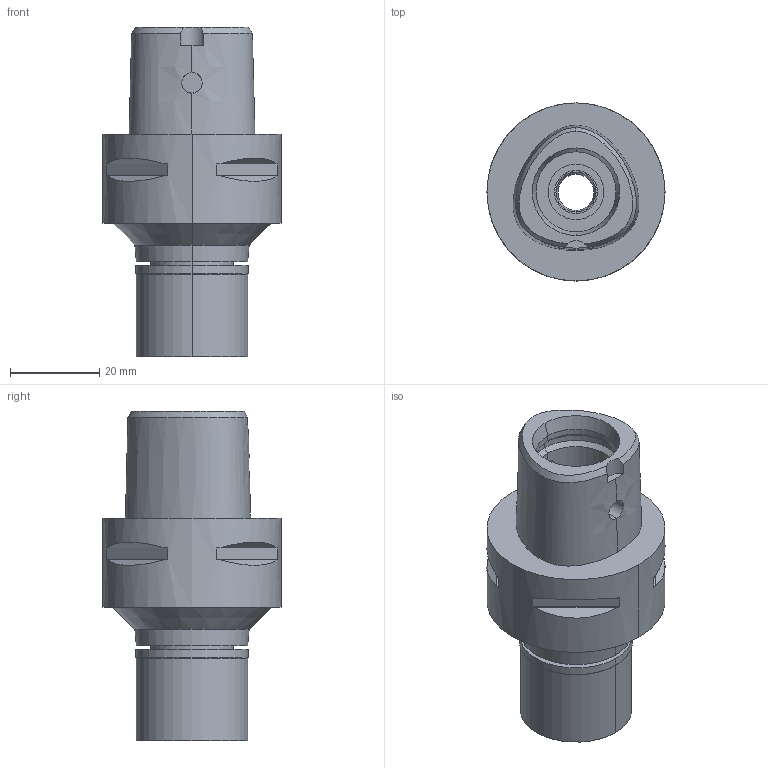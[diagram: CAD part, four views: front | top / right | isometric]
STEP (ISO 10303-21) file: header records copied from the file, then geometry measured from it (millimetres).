
FILE_DESCRIPTION (( 'STEP AP203' ), '1' );
FILE_NAME ('C4-MEGA6E-50.stp', '2019-07-03T17:49:39', ( '' ), ( '' ), 'SwSTEP 2.0', 'SolidWorks 2019', '' );
FILE_SCHEMA (( 'CONFIG_CONTROL_DESIGN' ));
Length unit declared in the file: millimetre
Products named in the file (7): MEN6_1.stp; C4-MEGA6E-50-060.stp; C4-MEGA6E-50; C4-MEGA6E-50-060_ASM.stp; C4-MEGA6E-50-060-FreeParts; C4-MEGA6E-50_1.stp; DXF_TEMP_ASSY_ASM_4_ASM.stp
Assembly tree (5 placements, depth 5):
  C4-MEGA6E-50
    C4-MEGA6E-50-060.stp
      C4-MEGA6E-50-060_ASM.stp
        DXF_TEMP_ASSY_ASM_4_ASM.stp
          C4-MEGA6E-50_1.stp
          MEN6_1.stp
  C4-MEGA6E-50-060-FreeParts
Bounding box: 40 x 40 x 74 mm (x, y, z)
Volume: 45021.5 mm3; surface area: 14572.8 mm2
Topology: 2 solids, 2 shells, 94 faces, 204 edges, 125 vertices
Faces by surface type: plane 35, cylinder 35, cone 18, bspline 4, torus 2
Entity records: 4680 total; most frequent: CARTESIAN_POINT 1890, DIRECTION 475, ORIENTED_EDGE 408, EDGE_CURVE 204, AXIS2_PLACEMENT_3D 197, VERTEX_POINT 125, EDGE_LOOP 111, CIRCLE 96
